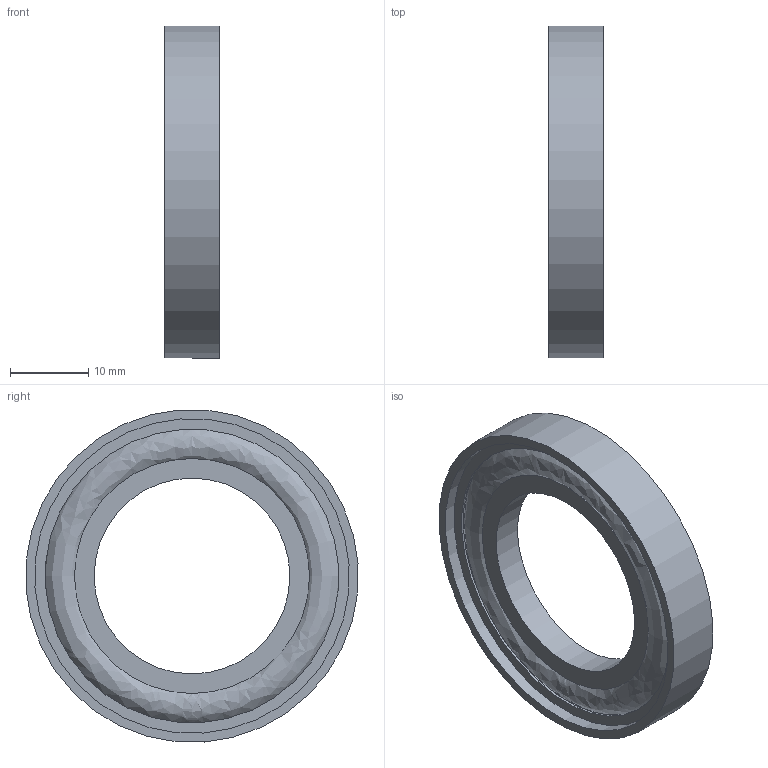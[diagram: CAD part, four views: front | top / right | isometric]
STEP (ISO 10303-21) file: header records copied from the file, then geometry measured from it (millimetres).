
FILE_DESCRIPTION (( 'STEP AP214' ), '1' );
FILE_NAME ('FULLVAC AS1KF25.STEP', '2018-07-12T14:56:22', ( '' ), ( '' ), 'SwSTEP 2.0', 'SolidWorks 2017', '' );
FILE_SCHEMA (( 'AUTOMOTIVE_DESIGN' ));
Length unit declared in the file: millimetre
Products named in the file (4): FULLVAC AS1KF25; 3^FULLVAC AS1KF25; 1^FULLVAC AS1KF25; 2^FULLVAC AS1KF25
Assembly tree (3 placements, depth 2):
  FULLVAC AS1KF25
    1^FULLVAC AS1KF25
    2^FULLVAC AS1KF25
    3^FULLVAC AS1KF25
Bounding box: 7 x 42.39 x 42.39 mm (x, y, z)
Volume: 4146.4 mm3; surface area: 5582.2 mm2
Topology: 3 solids, 3 shells, 17 faces, 30 edges, 19 vertices
Faces by surface type: cylinder 7, plane 6, bspline 2, cone 2
Full cylindrical faces by diameter (mm): 25 x1, 37.5 x2, 40.2 x3, 42.5 x1
Entity records: 750 total; most frequent: CARTESIAN_POINT 130, DIRECTION 74, AXIS2_PLACEMENT_3D 37, ORIENTED_EDGE 32, EDGE_LOOP 32, UNCERTAINTY_MEASURE_WITH_UNIT 27, FACE_OUTER_BOUND 24, SURFACE_SIDE_STYLE 23
